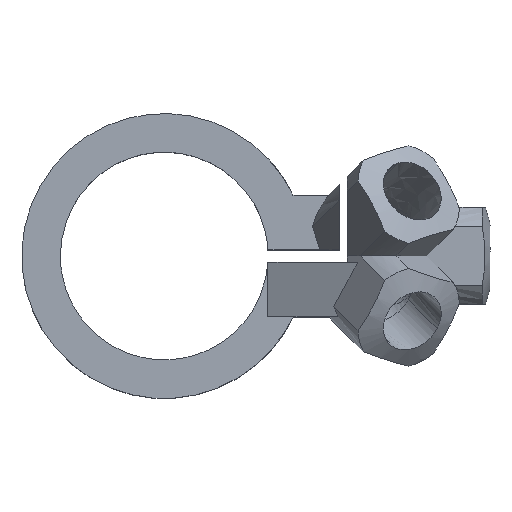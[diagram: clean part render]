
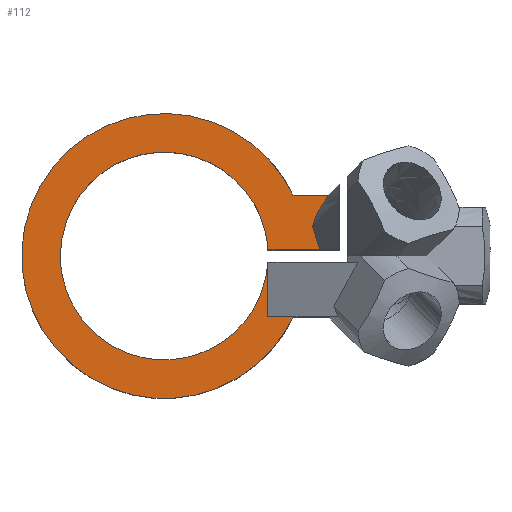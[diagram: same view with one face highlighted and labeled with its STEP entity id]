
A CAD part, top view. The second image highlights one B-rep face of the part: STEP entity #112.
In plain terms, the highlighted planar face has unit normal (0, 0, 1).
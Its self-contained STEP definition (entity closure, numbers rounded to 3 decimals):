
#112=ADVANCED_FACE('',(#213),#1753,.T.);
#213=FACE_OUTER_BOUND('',#319,.T.);
#319=EDGE_LOOP('',(#827,#828,#829,#830,#831,#832,#833,#834,#835,#836));
#827=ORIENTED_EDGE('',*,*,#1161,.F.);
#828=ORIENTED_EDGE('',*,*,#1162,.F.);
#829=ORIENTED_EDGE('',*,*,#921,.T.);
#830=ORIENTED_EDGE('',*,*,#918,.T.);
#831=ORIENTED_EDGE('',*,*,#919,.T.);
#832=ORIENTED_EDGE('',*,*,#1014,.T.);
#833=ORIENTED_EDGE('',*,*,#1013,.T.);
#834=ORIENTED_EDGE('',*,*,#1015,.T.);
#835=ORIENTED_EDGE('',*,*,#1028,.T.);
#836=ORIENTED_EDGE('',*,*,#904,.T.);
#904=EDGE_CURVE('',#1474,#1473,#1186,.T.);
#918=EDGE_CURVE('',#1481,#1483,#1190,.T.);
#919=EDGE_CURVE('',#1483,#1552,#1281,.T.);
#921=EDGE_CURVE('',#1484,#1481,#1191,.T.);
#1013=EDGE_CURVE('',#1550,#1551,#1344,.T.);
#1014=EDGE_CURVE('',#1552,#1550,#1345,.T.);
#1015=EDGE_CURVE('',#1551,#1553,#1346,.T.);
#1028=EDGE_CURVE('',#1553,#1474,#1358,.T.);
#1161=EDGE_CURVE('',#1646,#1473,#1450,.T.);
#1162=EDGE_CURVE('',#1484,#1646,#1451,.T.);
#1186=(
BOUNDED_CURVE()
B_SPLINE_CURVE(2,(#3257,#3258,#3259,#3260,#3261,#3262,#3263,#3264,#3265),
 .UNSPECIFIED.,.F.,.F.)
B_SPLINE_CURVE_WITH_KNOTS((3,2,2,2,3),(-72.975,-59.023,
-39.348,-19.674,-5.722),.UNSPECIFIED.)
CURVE()
GEOMETRIC_REPRESENTATION_ITEM()
RATIONAL_B_SPLINE_CURVE((1.,0.845,1.,0.707,1.,0.707,
1.,0.845,1.))
REPRESENTATION_ITEM('')
);
#1190=(
BOUNDED_CURVE()
B_SPLINE_CURVE(2,(#3318,#3319,#3320,#3321,#3322),.UNSPECIFIED.,.F.,.F.)
B_SPLINE_CURVE_WITH_KNOTS((3,2,3),(0.,19.306,38.613),
 .UNSPECIFIED.)
CURVE()
GEOMETRIC_REPRESENTATION_ITEM()
RATIONAL_B_SPLINE_CURVE((1.,0.717,1.,0.717,1.))
REPRESENTATION_ITEM('')
);
#1191=(
BOUNDED_CURVE()
B_SPLINE_CURVE(2,(#3327,#3328,#3329,#3330,#3331),.UNSPECIFIED.,.F.,.F.)
B_SPLINE_CURVE_WITH_KNOTS((3,2,3),(40.084,59.391,78.697),
 .UNSPECIFIED.)
CURVE()
GEOMETRIC_REPRESENTATION_ITEM()
RATIONAL_B_SPLINE_CURVE((1.,0.717,1.,0.717,1.))
REPRESENTATION_ITEM('')
);
#1281=B_SPLINE_CURVE_WITH_KNOTS('',1,(#3323,#3324),.UNSPECIFIED.,.F.,.F.,
(2,2),(0.488,6.869),.UNSPECIFIED.);
#1344=B_SPLINE_CURVE_WITH_KNOTS('',3,(#3717,#3718,#3719,#3720),
 .UNSPECIFIED.,.F.,.F.,(4,4),(0.,4.338),.UNSPECIFIED.);
#1345=B_SPLINE_CURVE_WITH_KNOTS('',3,(#3721,#3722,#3723,#3724),
 .UNSPECIFIED.,.F.,.F.,(4,4),(4.564,7.556),
 .UNSPECIFIED.);
#1346=B_SPLINE_CURVE_WITH_KNOTS('',3,(#3725,#3726,#3727,#3728),
 .UNSPECIFIED.,.F.,.F.,(4,4),(0.,0.163),.UNSPECIFIED.);
#1358=B_SPLINE_CURVE_WITH_KNOTS('',1,(#3794,#3795),.UNSPECIFIED.,.F.,.F.,
(2,2),(24.205,28.686),.UNSPECIFIED.);
#1450=B_SPLINE_CURVE_WITH_KNOTS('',1,(#4416,#4417),.UNSPECIFIED.,.F.,.F.,
(2,2),(26.625,30.853),.UNSPECIFIED.);
#1451=B_SPLINE_CURVE_WITH_KNOTS('',1,(#4418,#4419),.UNSPECIFIED.,.F.,.F.,
(2,2),(0.,6.75),.UNSPECIFIED.);
#1473=VERTEX_POINT('',#3057);
#1474=VERTEX_POINT('',#3058);
#1481=VERTEX_POINT('',#3065);
#1483=VERTEX_POINT('',#3067);
#1484=VERTEX_POINT('',#3068);
#1550=VERTEX_POINT('',#3134);
#1551=VERTEX_POINT('',#3135);
#1552=VERTEX_POINT('',#3136);
#1553=VERTEX_POINT('',#3137);
#1646=VERTEX_POINT('',#3230);
#1753=PLANE('',#1808);
#1808=AXIS2_PLACEMENT_3D('',#3012,#1846,$);
#1846=DIRECTION('',(0.,0.,1.));
#3012=CARTESIAN_POINT('',(22.525,17.875,12.));
#3057=CARTESIAN_POINT('',(15.839,-7.5,12.));
#3058=CARTESIAN_POINT('',(15.839,7.5,12.));
#3065=CARTESIAN_POINT('',(-12.775,0.,12.));
#3067=CARTESIAN_POINT('',(12.753,0.75,12.));
#3068=CARTESIAN_POINT('',(12.753,-0.75,12.));
#3134=CARTESIAN_POINT('',(18.241,3.606,12.));
#3135=CARTESIAN_POINT('',(20.175,7.423,12.));
#3136=CARTESIAN_POINT('',(19.134,0.75,12.));
#3137=CARTESIAN_POINT('',(20.32,7.5,12.));
#3230=CARTESIAN_POINT('',(12.753,-7.5,12.));
#3257=CARTESIAN_POINT('',(15.839,7.5,12.));
#3258=CARTESIAN_POINT('',(11.092,17.525,12.));
#3259=CARTESIAN_POINT('',(0.,17.525,12.));
#3260=CARTESIAN_POINT('',(-17.525,17.525,12.));
#3261=CARTESIAN_POINT('',(-17.525,0.,12.));
#3262=CARTESIAN_POINT('',(-17.525,-17.525,12.));
#3263=CARTESIAN_POINT('',(0.,-17.525,12.));
#3264=CARTESIAN_POINT('',(11.092,-17.525,12.));
#3265=CARTESIAN_POINT('',(15.839,-7.5,12.));
#3318=CARTESIAN_POINT('',(-12.775,0.,12.));
#3319=CARTESIAN_POINT('',(-12.775,12.405,12.));
#3320=CARTESIAN_POINT('',(-0.375,12.769,12.));
#3321=CARTESIAN_POINT('',(12.025,13.134,12.));
#3322=CARTESIAN_POINT('',(12.753,0.75,12.));
#3323=CARTESIAN_POINT('',(12.753,0.75,12.));
#3324=CARTESIAN_POINT('',(19.134,0.75,12.));
#3327=CARTESIAN_POINT('',(12.753,-0.75,12.));
#3328=CARTESIAN_POINT('',(12.025,-13.134,12.));
#3329=CARTESIAN_POINT('',(-0.375,-12.769,12.));
#3330=CARTESIAN_POINT('',(-12.775,-12.405,12.));
#3331=CARTESIAN_POINT('',(-12.775,0.,12.));
#3717=CARTESIAN_POINT('',(18.241,3.606,12.));
#3718=CARTESIAN_POINT('',(18.609,4.991,12.));
#3719=CARTESIAN_POINT('',(19.296,6.297,12.));
#3720=CARTESIAN_POINT('',(20.175,7.423,12.));
#3721=CARTESIAN_POINT('',(19.134,0.75,12.));
#3722=CARTESIAN_POINT('',(18.836,1.702,12.));
#3723=CARTESIAN_POINT('',(18.539,2.654,12.));
#3724=CARTESIAN_POINT('',(18.241,3.606,12.));
#3725=CARTESIAN_POINT('',(20.175,7.423,12.));
#3726=CARTESIAN_POINT('',(20.223,7.449,12.));
#3727=CARTESIAN_POINT('',(20.271,7.474,12.));
#3728=CARTESIAN_POINT('',(20.32,7.5,12.));
#3794=CARTESIAN_POINT('',(20.32,7.5,12.));
#3795=CARTESIAN_POINT('',(15.839,7.5,12.));
#4416=CARTESIAN_POINT('',(12.753,-7.5,12.));
#4417=CARTESIAN_POINT('',(15.839,-7.5,12.));
#4418=CARTESIAN_POINT('',(12.753,-0.75,12.));
#4419=CARTESIAN_POINT('',(12.753,-7.5,12.));
